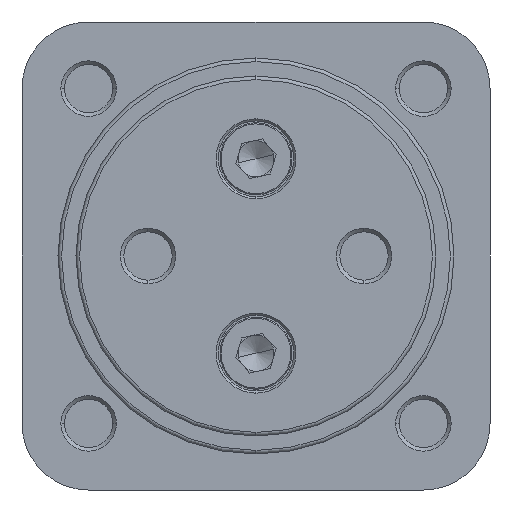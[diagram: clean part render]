
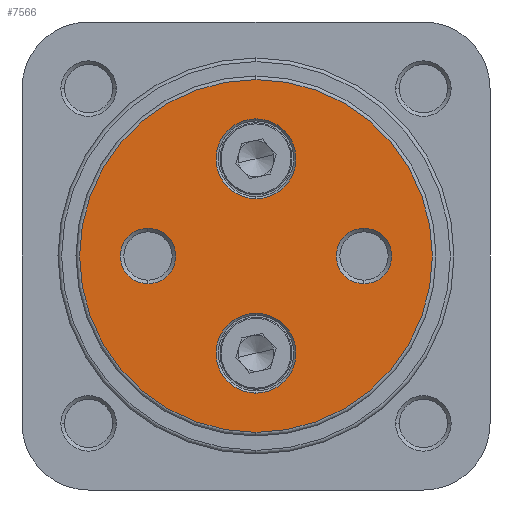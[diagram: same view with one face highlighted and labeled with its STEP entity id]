
A CAD part, left-side view. The second image highlights one B-rep face of the part: STEP entity #7566.
In plain terms, the highlighted planar face has unit normal (-1, 0, 0).
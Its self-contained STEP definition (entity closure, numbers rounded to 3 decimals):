
#64 = EDGE_CURVE ( 'NONE', #7791, #7770, #335, .T. ) ;
#80 = EDGE_CURVE ( 'NONE', #7782, #7747, #358, .T. ) ;
#82 = EDGE_CURVE ( 'NONE', #5716, #7794, #360, .T. ) ;
#93 = EDGE_CURVE ( 'NONE', #7794, #5716, #375, .T. ) ;
#95 = EDGE_CURVE ( 'NONE', #7727, #7022, #377, .T. ) ;
#115 = EDGE_CURVE ( 'NONE', #7770, #7791, #406, .T. ) ;
#150 = EDGE_CURVE ( 'NONE', #7747, #7782, #457, .T. ) ;
#183 = EDGE_LOOP ( 'NONE', ( #5014, #5013 ) ) ;
#335 = CIRCLE ( 'NONE', #3988, 24.5 ) ;
#358 = CIRCLE ( 'NONE', #4001, 3.85 ) ;
#360 = CIRCLE ( 'NONE', #4002, 3.85 ) ;
#375 = CIRCLE ( 'NONE', #4007, 3.85 ) ;
#377 = CIRCLE ( 'NONE', #4012, 5.55 ) ;
#406 = CIRCLE ( 'NONE', #4019, 24.5 ) ;
#457 = CIRCLE ( 'NONE', #4037, 3.85 ) ;
#876 = FACE_BOUND ( 'NONE', #183, .T. ) ;
#878 = FACE_OUTER_BOUND ( 'NONE', #3930, .T. ) ;
#879 = FACE_BOUND ( 'NONE', #7411, .T. ) ;
#881 = FACE_BOUND ( 'NONE', #7323, .T. ) ;
#883 = FACE_BOUND ( 'NONE', #7445, .T. ) ;
#1235 = CARTESIAN_POINT ( 'NONE',  ( 0., 0., 0. ) ) ;
#1236 = DIRECTION ( 'NONE',  ( -1., 0., 0. ) ) ;
#1237 = DIRECTION ( 'NONE',  ( 0., 0., -1. ) ) ;
#1272 = CARTESIAN_POINT ( 'NONE',  ( 0., 15., 0. ) ) ;
#1278 = DIRECTION ( 'NONE',  ( 1., 0., 0. ) ) ;
#1279 = DIRECTION ( 'NONE',  ( 0., 0., -1. ) ) ;
#1282 = CARTESIAN_POINT ( 'NONE',  ( 0., -15., 0. ) ) ;
#1283 = DIRECTION ( 'NONE',  ( 1., 0., 0. ) ) ;
#1284 = DIRECTION ( 'NONE',  ( 0., 0., -1. ) ) ;
#1309 = CARTESIAN_POINT ( 'NONE',  ( 0., 0., 13.5 ) ) ;
#1312 = CARTESIAN_POINT ( 'NONE',  ( 0., -15., 0. ) ) ;
#1314 = DIRECTION ( 'NONE',  ( 1., 0., 0. ) ) ;
#1315 = DIRECTION ( 'NONE',  ( 0., 0., -1. ) ) ;
#1319 = DIRECTION ( 'NONE',  ( 1., 0., 0. ) ) ;
#1320 = DIRECTION ( 'NONE',  ( 0., 0., -1. ) ) ;
#1369 = CARTESIAN_POINT ( 'NONE',  ( 0., 0., 0. ) ) ;
#1370 = DIRECTION ( 'NONE',  ( -1., 0., 0. ) ) ;
#1371 = DIRECTION ( 'NONE',  ( 0., 0., -1. ) ) ;
#1457 = CARTESIAN_POINT ( 'NONE',  ( 0., 15., 0. ) ) ;
#1459 = DIRECTION ( 'NONE',  ( 1., 0., 0. ) ) ;
#1460 = DIRECTION ( 'NONE',  ( 0., 0., -1. ) ) ;
#1902 = CARTESIAN_POINT ( 'NONE',  ( 0., -15., 3.85 ) ) ;
#1912 = CARTESIAN_POINT ( 'NONE',  ( 0., 0., 19.05 ) ) ;
#2421 = PLANE ( 'NONE',  #4214 ) ;
#2428 = CARTESIAN_POINT ( 'NONE',  ( 0., 0., 0. ) ) ;
#2436 = DIRECTION ( 'NONE',  ( 1., 0., 0. ) ) ;
#2437 = DIRECTION ( 'NONE',  ( 0., 0., -1. ) ) ;
#3053 = CARTESIAN_POINT ( 'NONE',  ( 0., 0., 7.95 ) ) ;
#3073 = CARTESIAN_POINT ( 'NONE',  ( 0., 15., -3.85 ) ) ;
#3096 = CARTESIAN_POINT ( 'NONE',  ( 0., 0., -24.5 ) ) ;
#3106 = CARTESIAN_POINT ( 'NONE',  ( 0., 0., -19.05 ) ) ;
#3108 = CARTESIAN_POINT ( 'NONE',  ( 0., 15., 3.85 ) ) ;
#3115 = CARTESIAN_POINT ( 'NONE',  ( 0., 0., -7.95 ) ) ;
#3117 = CARTESIAN_POINT ( 'NONE',  ( 0., 0., 24.5 ) ) ;
#3120 = CARTESIAN_POINT ( 'NONE',  ( 0., -15., -3.85 ) ) ;
#3194 = CARTESIAN_POINT ( 'NONE',  ( 0., 0., -13.5 ) ) ;
#3195 = DIRECTION ( 'NONE',  ( 1., 0., 0. ) ) ;
#3196 = DIRECTION ( 'NONE',  ( 0., 0., -1. ) ) ;
#3930 = EDGE_LOOP ( 'NONE', ( #5016, #5015 ) ) ;
#3988 = AXIS2_PLACEMENT_3D ( 'NONE', #1235, #1236, #1237 ) ;
#4001 = AXIS2_PLACEMENT_3D ( 'NONE', #1272, #1278, #1279 ) ;
#4002 = AXIS2_PLACEMENT_3D ( 'NONE', #1282, #1283, #1284 ) ;
#4007 = AXIS2_PLACEMENT_3D ( 'NONE', #1312, #1314, #1315 ) ;
#4012 = AXIS2_PLACEMENT_3D ( 'NONE', #1309, #1319, #1320 ) ;
#4019 = AXIS2_PLACEMENT_3D ( 'NONE', #1369, #1370, #1371 ) ;
#4037 = AXIS2_PLACEMENT_3D ( 'NONE', #1457, #1459, #1460 ) ;
#4214 = AXIS2_PLACEMENT_3D ( 'NONE', #2428, #2436, #2437 ) ;
#4397 = AXIS2_PLACEMENT_3D ( 'NONE', #3194, #3195, #3196 ) ;
#4487 = AXIS2_PLACEMENT_3D ( 'NONE', #6642, #6645, #6646 ) ;
#4490 = AXIS2_PLACEMENT_3D ( 'NONE', #6617, #6627, #6628 ) ;
#5006 = ORIENTED_EDGE ( 'NONE', *, *, #150, .T. ) ;
#5007 = ORIENTED_EDGE ( 'NONE', *, *, #80, .T. ) ;
#5008 = ORIENTED_EDGE ( 'NONE', *, *, #93, .T. ) ;
#5009 = ORIENTED_EDGE ( 'NONE', *, *, #82, .T. ) ;
#5011 = ORIENTED_EDGE ( 'NONE', *, *, #95, .T. ) ;
#5012 = ORIENTED_EDGE ( 'NONE', *, *, #8108, .T. ) ;
#5013 = ORIENTED_EDGE ( 'NONE', *, *, #7847, .T. ) ;
#5014 = ORIENTED_EDGE ( 'NONE', *, *, #8100, .T. ) ;
#5015 = ORIENTED_EDGE ( 'NONE', *, *, #64, .T. ) ;
#5016 = ORIENTED_EDGE ( 'NONE', *, *, #115, .T. ) ;
#5716 = VERTEX_POINT ( 'NONE', #1902 ) ;
#5858 = CIRCLE ( 'NONE', #4397, 5.55 ) ;
#6274 = CIRCLE ( 'NONE', #4490, 5.55 ) ;
#6288 = CIRCLE ( 'NONE', #4487, 5.55 ) ;
#6617 = CARTESIAN_POINT ( 'NONE',  ( 0., 0., -13.5 ) ) ;
#6627 = DIRECTION ( 'NONE',  ( 1., 0., 0. ) ) ;
#6628 = DIRECTION ( 'NONE',  ( 0., 0., -1. ) ) ;
#6642 = CARTESIAN_POINT ( 'NONE',  ( 0., 0., 13.5 ) ) ;
#6645 = DIRECTION ( 'NONE',  ( 1., 0., 0. ) ) ;
#6646 = DIRECTION ( 'NONE',  ( 0., 0., -1. ) ) ;
#7022 = VERTEX_POINT ( 'NONE', #1912 ) ;
#7323 = EDGE_LOOP ( 'NONE', ( #5012, #5011 ) ) ;
#7411 = EDGE_LOOP ( 'NONE', ( #5007, #5006 ) ) ;
#7445 = EDGE_LOOP ( 'NONE', ( #5009, #5008 ) ) ;
#7566 = ADVANCED_FACE ( 'NONE', ( #878, #876, #881, #883, #879 ), #2421, .F. ) ;
#7727 = VERTEX_POINT ( 'NONE', #3053 ) ;
#7747 = VERTEX_POINT ( 'NONE', #3073 ) ;
#7770 = VERTEX_POINT ( 'NONE', #3096 ) ;
#7780 = VERTEX_POINT ( 'NONE', #3106 ) ;
#7782 = VERTEX_POINT ( 'NONE', #3108 ) ;
#7789 = VERTEX_POINT ( 'NONE', #3115 ) ;
#7791 = VERTEX_POINT ( 'NONE', #3117 ) ;
#7794 = VERTEX_POINT ( 'NONE', #3120 ) ;
#7847 = EDGE_CURVE ( 'NONE', #7780, #7789, #5858, .T. ) ;
#8100 = EDGE_CURVE ( 'NONE', #7789, #7780, #6274, .T. ) ;
#8108 = EDGE_CURVE ( 'NONE', #7022, #7727, #6288, .T. ) ;
